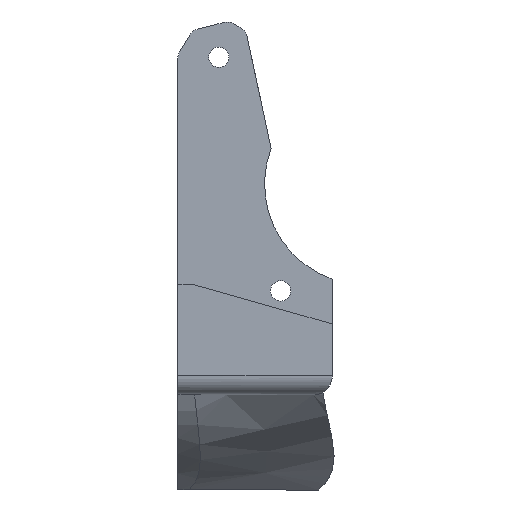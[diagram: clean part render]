
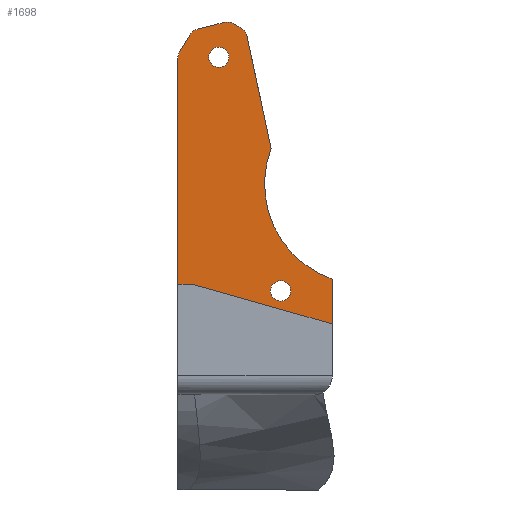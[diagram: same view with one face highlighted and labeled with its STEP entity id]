
A CAD part, left-side view. The second image highlights one B-rep face of the part: STEP entity #1698.
In plain terms, the highlighted planar face has unit normal (-1, 0, 0).
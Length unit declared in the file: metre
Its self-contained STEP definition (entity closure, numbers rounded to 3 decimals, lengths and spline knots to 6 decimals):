
#45=CIRCLE('',#1817,0.0018);
#46=CIRCLE('',#1819,0.0016);
#47=CIRCLE('',#1820,0.0016);
#48=CIRCLE('',#1821,0.0158);
#49=CIRCLE('',#1822,0.002);
#50=CIRCLE('',#1823,0.002);
#51=CIRCLE('',#1824,0.002);
#52=CIRCLE('',#1825,0.002);
#93=LINE('',#2664,#237);
#104=LINE('',#2690,#248);
#106=LINE('',#2702,#250);
#107=LINE('',#2705,#251);
#108=LINE('',#2706,#252);
#109=LINE('',#2710,#253);
#110=LINE('',#2714,#254);
#111=LINE('',#2718,#255);
#112=LINE('',#2722,#256);
#113=LINE('',#2726,#257);
#237=VECTOR('',#1948,1.);
#248=VECTOR('',#1965,1.);
#250=VECTOR('',#1979,1.);
#251=VECTOR('',#1980,1.);
#252=VECTOR('',#1981,1.);
#253=VECTOR('',#1984,1.);
#254=VECTOR('',#1987,1.);
#255=VECTOR('',#1990,1.);
#256=VECTOR('',#1993,1.);
#257=VECTOR('',#1996,1.);
#379=PLANE('',#1818);
#483=ORIENTED_EDGE('',*,*,#993,.F.);
#484=ORIENTED_EDGE('',*,*,#994,.F.);
#485=ORIENTED_EDGE('',*,*,#995,.F.);
#486=ORIENTED_EDGE('',*,*,#996,.T.);
#487=ORIENTED_EDGE('',*,*,#976,.F.);
#488=ORIENTED_EDGE('',*,*,#989,.T.);
#489=ORIENTED_EDGE('',*,*,#992,.T.);
#490=ORIENTED_EDGE('',*,*,#997,.T.);
#491=ORIENTED_EDGE('',*,*,#998,.F.);
#492=ORIENTED_EDGE('',*,*,#999,.F.);
#493=ORIENTED_EDGE('',*,*,#1000,.T.);
#494=ORIENTED_EDGE('',*,*,#1001,.F.);
#495=ORIENTED_EDGE('',*,*,#1002,.T.);
#496=ORIENTED_EDGE('',*,*,#1003,.T.);
#497=ORIENTED_EDGE('',*,*,#1004,.T.);
#498=ORIENTED_EDGE('',*,*,#1005,.T.);
#499=ORIENTED_EDGE('',*,*,#1006,.T.);
#500=ORIENTED_EDGE('',*,*,#1007,.T.);
#976=EDGE_CURVE('',#1232,#1233,#93,.T.);
#989=EDGE_CURVE('',#1232,#1244,#104,.T.);
#992=EDGE_CURVE('',#1244,#1246,#45,.T.);
#993=EDGE_CURVE('',#1247,#1247,#46,.T.);
#994=EDGE_CURVE('',#1248,#1248,#47,.T.);
#995=EDGE_CURVE('',#1249,#1250,#106,.T.);
#996=EDGE_CURVE('',#1249,#1233,#107,.T.);
#997=EDGE_CURVE('',#1246,#1251,#108,.T.);
#998=EDGE_CURVE('',#1252,#1251,#48,.T.);
#999=EDGE_CURVE('',#1253,#1252,#109,.T.);
#1000=EDGE_CURVE('',#1253,#1254,#49,.T.);
#1001=EDGE_CURVE('',#1255,#1254,#110,.T.);
#1002=EDGE_CURVE('',#1255,#1256,#50,.T.);
#1003=EDGE_CURVE('',#1256,#1257,#111,.T.);
#1004=EDGE_CURVE('',#1257,#1258,#51,.T.);
#1005=EDGE_CURVE('',#1258,#1259,#112,.T.);
#1006=EDGE_CURVE('',#1259,#1260,#52,.T.);
#1007=EDGE_CURVE('',#1260,#1250,#113,.T.);
#1232=VERTEX_POINT('',#2663);
#1233=VERTEX_POINT('',#2665);
#1244=VERTEX_POINT('',#2689);
#1246=VERTEX_POINT('',#2695);
#1247=VERTEX_POINT('',#2699);
#1248=VERTEX_POINT('',#2701);
#1249=VERTEX_POINT('',#2703);
#1250=VERTEX_POINT('',#2704);
#1251=VERTEX_POINT('',#2707);
#1252=VERTEX_POINT('',#2709);
#1253=VERTEX_POINT('',#2711);
#1254=VERTEX_POINT('',#2713);
#1255=VERTEX_POINT('',#2715);
#1256=VERTEX_POINT('',#2717);
#1257=VERTEX_POINT('',#2719);
#1258=VERTEX_POINT('',#2721);
#1259=VERTEX_POINT('',#2723);
#1260=VERTEX_POINT('',#2725);
#1458=EDGE_LOOP('',(#483));
#1459=EDGE_LOOP('',(#484));
#1460=EDGE_LOOP('',(#485,#486,#487,#488,#489,#490,#491,#492,#493,#494,#495,
#496,#497,#498,#499,#500));
#1570=FACE_BOUND('',#1458,.T.);
#1571=FACE_BOUND('',#1459,.T.);
#1572=FACE_BOUND('',#1460,.T.);
#1698=ADVANCED_FACE('',(#1570,#1571,#1572),#379,.T.);
#1817=AXIS2_PLACEMENT_3D('',#2696,#1971,#1972);
#1818=AXIS2_PLACEMENT_3D('',#2697,#1973,#1974);
#1819=AXIS2_PLACEMENT_3D('',#2698,#1975,#1976);
#1820=AXIS2_PLACEMENT_3D('',#2700,#1977,#1978);
#1821=AXIS2_PLACEMENT_3D('',#2708,#1982,#1983);
#1822=AXIS2_PLACEMENT_3D('',#2712,#1985,#1986);
#1823=AXIS2_PLACEMENT_3D('',#2716,#1988,#1989);
#1824=AXIS2_PLACEMENT_3D('',#2720,#1991,#1992);
#1825=AXIS2_PLACEMENT_3D('',#2724,#1994,#1995);
#1948=DIRECTION('',(0.,1.,0.));
#1965=DIRECTION('',(0.,0.,1.));
#1971=DIRECTION('',(1.,0.,0.));
#1972=DIRECTION('',(0.,1.,0.));
#1973=DIRECTION('',(-1.,0.,0.));
#1974=DIRECTION('',(0.,0.,1.));
#1975=DIRECTION('',(-1.,0.,0.));
#1976=DIRECTION('',(0.,-1.,0.));
#1977=DIRECTION('',(-1.,0.,0.));
#1978=DIRECTION('',(0.,1.,0.));
#1979=DIRECTION('',(0.,1.,0.));
#1980=DIRECTION('',(0.,0.,-1.));
#1981=DIRECTION('',(0.,0.,1.));
#1982=DIRECTION('',(-1.,0.,0.));
#1983=DIRECTION('',(0.,1.,0.));
#1984=DIRECTION('',(0.,-0.21,-0.978));
#1985=DIRECTION('',(-1.,0.,0.));
#1986=DIRECTION('',(0.,1.,0.));
#1987=DIRECTION('',(0.,-0.861,-0.509));
#1988=DIRECTION('',(-1.,0.,0.));
#1989=DIRECTION('',(0.,1.,0.));
#1990=DIRECTION('',(0.,0.969,-0.248));
#1991=DIRECTION('',(-1.,0.,0.));
#1992=DIRECTION('',(0.,1.,0.));
#1993=DIRECTION('',(0.,0.509,-0.861));
#1994=DIRECTION('',(-1.,0.,0.));
#1995=DIRECTION('',(0.,1.,0.));
#1996=DIRECTION('',(0.,0.,-1.));
#2663=CARTESIAN_POINT('',(0.08015,-0.177621,0.028744));
#2664=CARTESIAN_POINT('',(0.08015,-0.166371,0.028744));
#2665=CARTESIAN_POINT('',(0.08015,-0.157221,0.028744));
#2689=CARTESIAN_POINT('',(0.08015,-0.177621,0.030663));
#2690=CARTESIAN_POINT('',(0.08015,-0.177621,0.029703));
#2695=CARTESIAN_POINT('',(0.08015,-0.179421,0.032463));
#2696=CARTESIAN_POINT('',(0.08015,-0.179421,0.030663));
#2697=CARTESIAN_POINT('',(0.08015,-0.182411,0.055151));
#2698=CARTESIAN_POINT('',(0.08015,-0.171296,0.037657));
#2699=CARTESIAN_POINT('',(0.08015,-0.172896,0.037657));
#2700=CARTESIAN_POINT('',(0.08015,-0.161571,0.074457));
#2701=CARTESIAN_POINT('',(0.08015,-0.159971,0.074457));
#2702=CARTESIAN_POINT('',(0.08015,-0.166371,0.038744));
#2703=CARTESIAN_POINT('',(0.08015,-0.157221,0.038744));
#2704=CARTESIAN_POINT('',(0.08015,-0.155121,0.038744));
#2705=CARTESIAN_POINT('',(0.08015,-0.157221,0.038744));
#2706=CARTESIAN_POINT('',(0.08015,-0.179421,0.033789));
#2707=CARTESIAN_POINT('',(0.08015,-0.179421,0.03952));
#2708=CARTESIAN_POINT('',(0.08015,-0.184571,0.054457));
#2709=CARTESIAN_POINT('',(0.08015,-0.169807,0.060083));
#2710=CARTESIAN_POINT('',(0.08015,-0.167909,0.068918));
#2711=CARTESIAN_POINT('',(0.08015,-0.166011,0.077754));
#2712=CARTESIAN_POINT('',(0.08015,-0.164056,0.077334));
#2713=CARTESIAN_POINT('',(0.08015,-0.165074,0.079055));
#2714=CARTESIAN_POINT('',(0.08015,-0.164496,0.079397));
#2715=CARTESIAN_POINT('',(0.08015,-0.163918,0.079739));
#2716=CARTESIAN_POINT('',(0.08015,-0.1629,0.078018));
#2717=CARTESIAN_POINT('',(0.08015,-0.162403,0.079955));
#2718=CARTESIAN_POINT('',(0.08015,-0.1603,0.079416));
#2719=CARTESIAN_POINT('',(0.08015,-0.158196,0.078876));
#2720=CARTESIAN_POINT('',(0.08015,-0.158693,0.076939));
#2721=CARTESIAN_POINT('',(0.08015,-0.156972,0.077958));
#2722=CARTESIAN_POINT('',(0.08015,-0.156186,0.07663));
#2723=CARTESIAN_POINT('',(0.08015,-0.1554,0.075302));
#2724=CARTESIAN_POINT('',(0.08015,-0.157121,0.074283));
#2725=CARTESIAN_POINT('',(0.08015,-0.155121,0.074283));
#2726=CARTESIAN_POINT('',(0.08015,-0.155121,0.05117));
